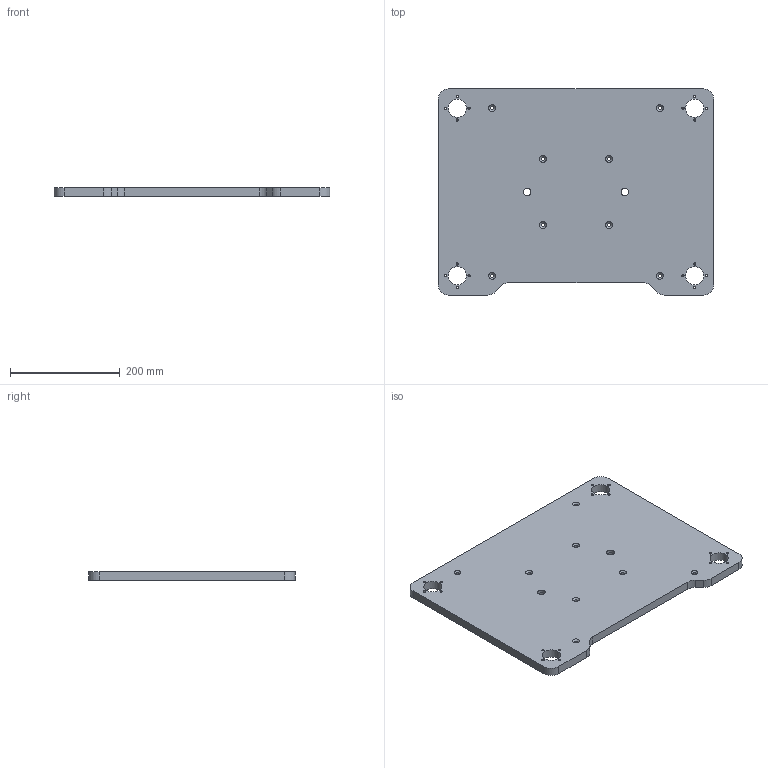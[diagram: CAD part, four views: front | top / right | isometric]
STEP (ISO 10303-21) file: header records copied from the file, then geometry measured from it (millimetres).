
FILE_DESCRIPTION(/* description */ ('FLUGGER RAM BASE CYL'),/* implementation_level */ '2;1');
FILE_NAME(/* name */ 'J010348 FLUGGER RAM BASE CYL Rev -.stp',/* time_stamp */ '2022-10-21T17:36:35-04:00',/* author */ ('arnoldj'),/* organization */ (''),/* preprocessor_version */ 'ST-DEVELOPER v18.1',/* originating_system */ 'Autodesk Inventor 2020',/* authorisation */ '');
FILE_SCHEMA (('AUTOMOTIVE_DESIGN { 1 0 10303 214 3 1 1 }'));
Length unit declared in the file: inch
Products named in the file (1): J010348
Bounding box: 501.65 x 374.65 x 15.88 mm (x, y, z)
Volume: 2801261.8 mm3; surface area: 396454 mm2
Topology: 1 solids, 1 shells, 60 faces, 214 edges, 172 vertices
Faces by surface type: cylinder 40, plane 12, cone 8
Full cylindrical faces by diameter (mm): 4.14 x16, 6.604 x8, 13.894 x2, 28.575 x2, 33 x4
Entity records: 2544 total; most frequent: DIRECTION 450, CARTESIAN_POINT 433, ORIENTED_EDGE 400, EDGE_CURVE 200, AXIS2_PLACEMENT_3D 189, VERTEX_POINT 144, CIRCLE 128, EDGE_LOOP 122
